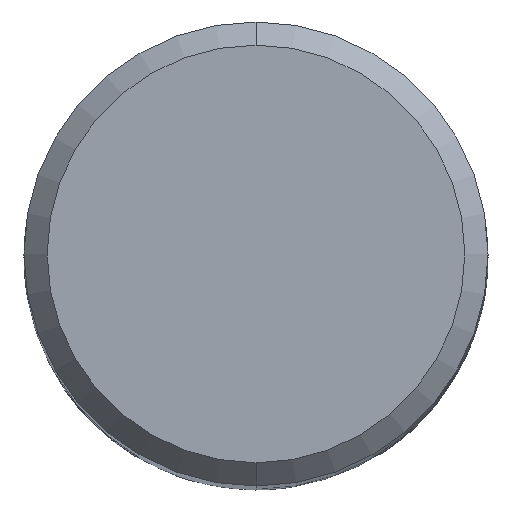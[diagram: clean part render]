
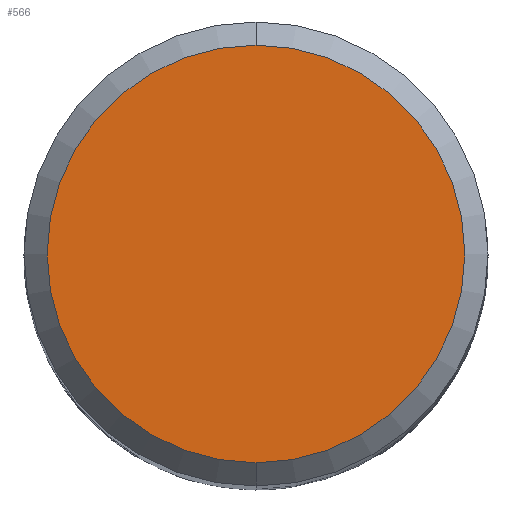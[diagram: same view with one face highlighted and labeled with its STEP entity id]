
A CAD part, top view. The second image highlights one B-rep face of the part: STEP entity #566.
In plain terms, the highlighted planar face has unit normal (0, 0, 1).
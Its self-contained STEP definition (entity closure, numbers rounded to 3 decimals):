
#566=ADVANCED_FACE('',(#1417),#1418,.T.);
#730=VERTEX_POINT('',#1591);
#816=EDGE_CURVE('',#730,#1042,#1690,.T.);
#942=EDGE_CURVE('',#1042,#730,#1829,.T.);
#1042=VERTEX_POINT('',#1942);
#1417=FACE_OUTER_BOUND('',#3077,.T.);
#1418=PLANE('',#3078);
#1591=CARTESIAN_POINT('',(0.0,5.4,0.0));
#1690=CIRCLE('',#4779,5.4);
#1829=CIRCLE('',#5727,5.4);
#1942=CARTESIAN_POINT('',(0.,-5.4,0.0));
#3077=EDGE_LOOP('',(#7272,#7273));
#3078=AXIS2_PLACEMENT_3D('',#7274,#7275,#7276);
#4779=AXIS2_PLACEMENT_3D('',#7570,#7571,#7572);
#5727=AXIS2_PLACEMENT_3D('',#7743,#7744,#7745);
#7272=ORIENTED_EDGE('',*,*,#816,.F.);
#7273=ORIENTED_EDGE('',*,*,#942,.F.);
#7274=CARTESIAN_POINT('',(0.0,2.7,0.0));
#7275=DIRECTION('',(-0.0,0.0,1.0));
#7276=DIRECTION('',(0.0,-1.0,0.0));
#7570=CARTESIAN_POINT('',(0.0,0.0,0.0));
#7571=DIRECTION('',(0.0,0.0,-1.0));
#7572=DIRECTION('',(0.0,1.0,0.0));
#7743=CARTESIAN_POINT('',(0.0,0.0,0.0));
#7744=DIRECTION('',(0.0,0.0,-1.0));
#7745=DIRECTION('',(0.0,1.0,0.0));
